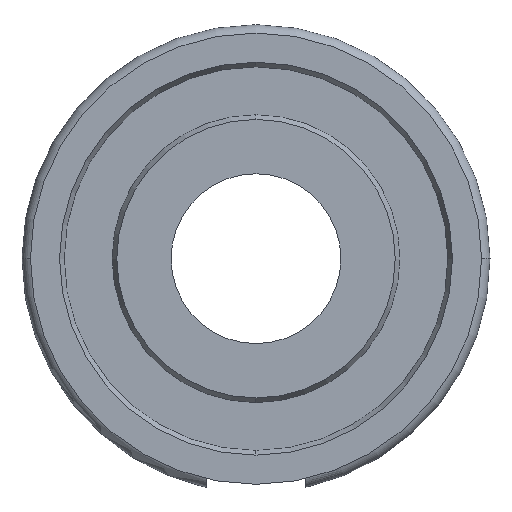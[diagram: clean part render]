
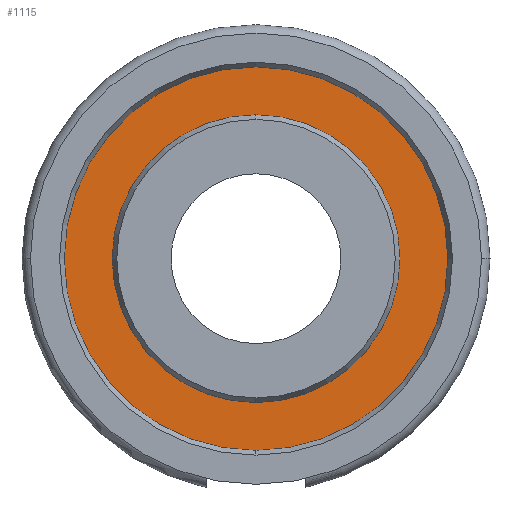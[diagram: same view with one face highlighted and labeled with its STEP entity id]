
A CAD part, left-side view. The second image highlights one B-rep face of the part: STEP entity #1115.
In plain terms, the highlighted planar face has unit normal (-1, 0, 0).
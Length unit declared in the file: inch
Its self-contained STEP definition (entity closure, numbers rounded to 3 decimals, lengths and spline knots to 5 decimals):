
#10 = AXIS2_PLACEMENT_3D ( 'NONE', #23, #197, #385 ) ;
#23 = CARTESIAN_POINT ( 'NONE',  ( -0.115, 0., 0. ) ) ;
#35 = CARTESIAN_POINT ( 'NONE',  ( -0.115, 0.24, 0. ) ) ;
#105 = ORIENTED_EDGE ( 'NONE', *, *, #979, .F. ) ;
#109 = PLANE ( 'NONE',  #768 ) ;
#157 = FACE_OUTER_BOUND ( 'NONE', #906, .T. ) ;
#160 = EDGE_LOOP ( 'NONE', ( #678, #533 ) ) ;
#170 = DIRECTION ( 'NONE',  ( 0., 0., -1. ) ) ;
#175 = CARTESIAN_POINT ( 'NONE',  ( -0.115, 0., 0. ) ) ;
#197 = DIRECTION ( 'NONE',  ( 1., 0., 0. ) ) ;
#210 = CIRCLE ( 'NONE', #237, 0.18 ) ;
#237 = AXIS2_PLACEMENT_3D ( 'NONE', #782, #1187, #1091 ) ;
#321 = CIRCLE ( 'NONE', #10, 0.24 ) ;
#326 = EDGE_CURVE ( 'NONE', #944, #766, #321, .T. ) ;
#372 = VERTEX_POINT ( 'NONE', #794 ) ;
#374 = AXIS2_PLACEMENT_3D ( 'NONE', #864, #968, #1062 ) ;
#382 = ORIENTED_EDGE ( 'NONE', *, *, #326, .F. ) ;
#385 = DIRECTION ( 'NONE',  ( 0., 0., -1. ) ) ;
#388 = DIRECTION ( 'NONE',  ( -1., 0., 0. ) ) ;
#400 = CARTESIAN_POINT ( 'NONE',  ( -0.115, 0., 0.18 ) ) ;
#408 = CIRCLE ( 'NONE', #434, 0.18 ) ;
#421 = CIRCLE ( 'NONE', #374, 0.24 ) ;
#434 = AXIS2_PLACEMENT_3D ( 'NONE', #175, #852, #170 ) ;
#533 = ORIENTED_EDGE ( 'NONE', *, *, #1032, .T. ) ;
#583 = DIRECTION ( 'NONE',  ( 0., 0., 1. ) ) ;
#678 = ORIENTED_EDGE ( 'NONE', *, *, #744, .T. ) ;
#744 = EDGE_CURVE ( 'NONE', #372, #1013, #408, .T. ) ;
#763 = FACE_BOUND ( 'NONE', #160, .T. ) ;
#766 = VERTEX_POINT ( 'NONE', #843 ) ;
#768 = AXIS2_PLACEMENT_3D ( 'NONE', #35, #388, #583 ) ;
#782 = CARTESIAN_POINT ( 'NONE',  ( -0.115, 0., 0. ) ) ;
#794 = CARTESIAN_POINT ( 'NONE',  ( -0.115, 0., -0.18 ) ) ;
#843 = CARTESIAN_POINT ( 'NONE',  ( -0.115, 0., 0.24 ) ) ;
#852 = DIRECTION ( 'NONE',  ( 1., 0., 0. ) ) ;
#864 = CARTESIAN_POINT ( 'NONE',  ( -0.115, 0., 0. ) ) ;
#906 = EDGE_LOOP ( 'NONE', ( #105, #382 ) ) ;
#944 = VERTEX_POINT ( 'NONE', #981 ) ;
#968 = DIRECTION ( 'NONE',  ( 1., 0., 0. ) ) ;
#979 = EDGE_CURVE ( 'NONE', #766, #944, #421, .T. ) ;
#981 = CARTESIAN_POINT ( 'NONE',  ( -0.115, 0., -0.24 ) ) ;
#1013 = VERTEX_POINT ( 'NONE', #400 ) ;
#1032 = EDGE_CURVE ( 'NONE', #1013, #372, #210, .T. ) ;
#1062 = DIRECTION ( 'NONE',  ( 0., 0., -1. ) ) ;
#1091 = DIRECTION ( 'NONE',  ( 0., 0., -1. ) ) ;
#1115 = ADVANCED_FACE ( 'NONE', ( #763, #157 ), #109, .T. ) ;
#1187 = DIRECTION ( 'NONE',  ( 1., 0., 0. ) ) ;
